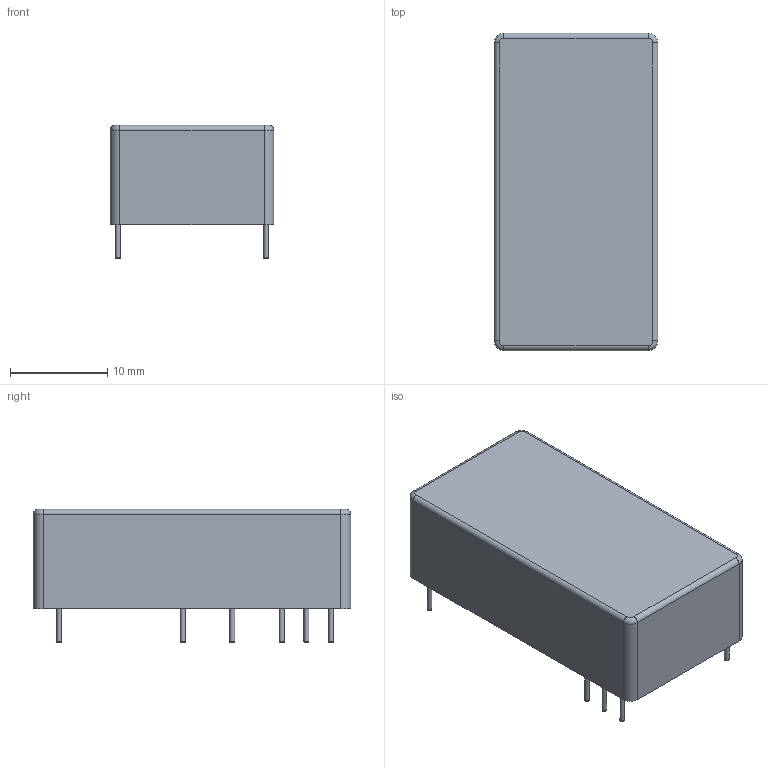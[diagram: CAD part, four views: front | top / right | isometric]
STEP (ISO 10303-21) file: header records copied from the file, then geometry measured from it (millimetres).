
FILE_DESCRIPTION(/* description */ ('model of DCDC-Conv_BOTHHAND_CFUDxxxx-Serie'),/* implementation_level */ '2;1');
FILE_NAME(/* name */ 'DCDC-Conv_BOTHHAND_CFUDxxxx-Serie.step',/* time_stamp */ '2017-11-05T10:03:40',/* author */ ('kicad StepUp','ksu'),/* organization */ ('FreeCAD'),/* preprocessor_version */ 'OCC',/* originating_system */ 'kicad StepUp',/* authorisation */ '');
FILE_SCHEMA(('AUTOMOTIVE_DESIGN { 1 0 10303 214 1 1 1 1 }'));
Length unit declared in the file: millimetre
Products named in the file (5): ASSEMBLY; DCDC_Conv_BOTHHAND_CFUDxxxx_Serie001; Shape0_952170761209; Shape0_8549650554; DCDC_Conv_BOTHHAND_CFUDxxxx_Serie
Assembly tree (4 placements, depth 2):
  ASSEMBLY
    DCDC_Conv_BOTHHAND_CFUDxxxx_Serie001
    Shape0_952170761209
    Shape0_8549650554
    DCDC_Conv_BOTHHAND_CFUDxxxx_Serie
Bounding box: 16.8 x 32.6 x 13.7 mm (x, y, z)
Surface area: 4185.7 mm2
Topology: 13 solids, 13 shells, 82 faces, 142 edges, 86 vertices
Faces by surface type: plane 38, cylinder 26, torus 18
Full cylindrical faces by diameter (mm): 0.5 x10
Entity records: 2257 total; most frequent: DIRECTION 396, CARTESIAN_POINT 315, ORIENTED_EDGE 284, AXIS2_PLACEMENT_3D 167, EDGE_CURVE 142, VERTEX_POINT 86, ADVANCED_FACE 82, FACE_BOUND 82
